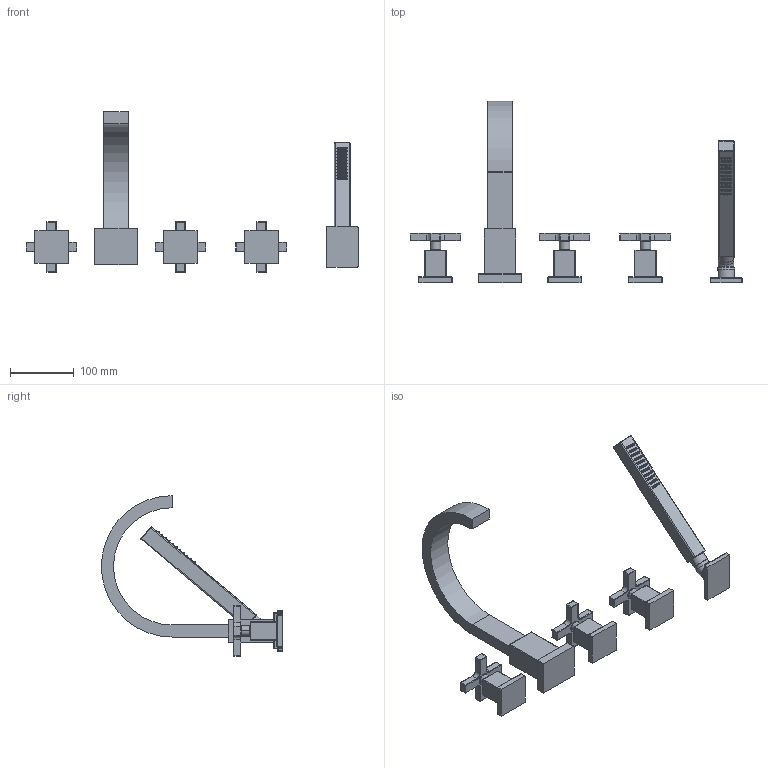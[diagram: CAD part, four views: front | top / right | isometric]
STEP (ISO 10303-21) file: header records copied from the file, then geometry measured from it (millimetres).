
FILE_DESCRIPTION((''),'2;1');
FILE_NAME('3-2067','2021-03-18T11:58:27',('jinson.thomas'),(''),'CREO PARAMETRIC BY PTC INC, 2018400','CREO PARAMETRIC BY PTC INC, 2018400','');
FILE_SCHEMA(('CONFIG_CONTROL_DESIGN'));
Products named in the file (1): 3-2067
Bounding box: 522.1 x 285.08 x 252.6 mm (x, y, z)
Volume: 953551.5 mm3; surface area: 167802.1 mm2
Topology: 5 solids, 6 shells, 1186 faces, 2566 edges, 1498 vertices
Faces by surface type: cylinder 362, bspline 272, plane 170, cone 154, torus 144, sphere 84
Entity records: 57090 total; most frequent: CARTESIAN_POINT 32638, ORIENTED_EDGE 5132, DIRECTION 4880, EDGE_CURVE 2566, AXIS2_PLACEMENT_3D 1992, VERTEX_POINT 1498, EDGE_LOOP 1294, FACE_OUTER_BOUND 1186
